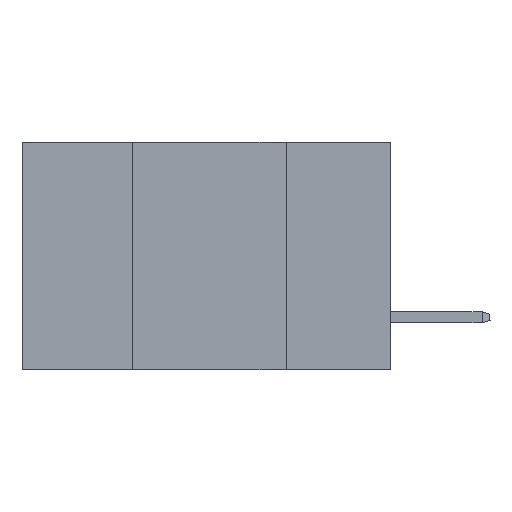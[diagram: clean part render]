
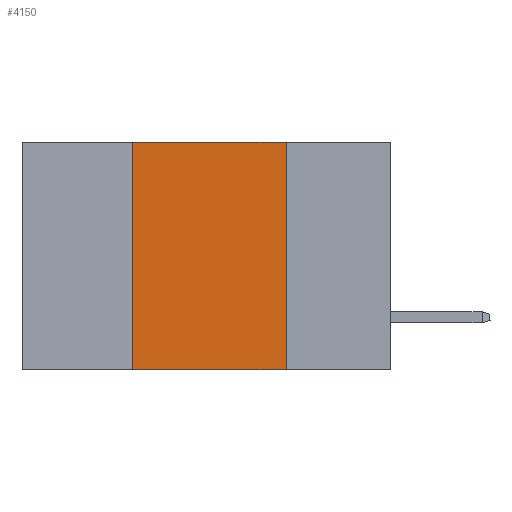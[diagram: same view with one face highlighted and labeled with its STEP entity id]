
A CAD part, left-side view. The second image highlights one B-rep face of the part: STEP entity #4150.
In plain terms, the highlighted planar face has unit normal (-1, 0, 0).
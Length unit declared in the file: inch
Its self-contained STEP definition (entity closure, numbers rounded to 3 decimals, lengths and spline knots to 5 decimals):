
#295 = ORIENTED_EDGE ( 'NONE', *, *, #31784, .F. ) ;
#1270 = DIRECTION ( 'NONE',  ( 0., -1., 0. ) ) ;
#2009 = LINE ( 'NONE', #3554, #9069 ) ;
#3092 = ORIENTED_EDGE ( 'NONE', *, *, #17977, .T. ) ;
#3554 = CARTESIAN_POINT ( 'NONE',  ( 0., 0.6, 0. ) ) ;
#4150 = ADVANCED_FACE ( 'NONE', ( #8421 ), #16852, .F. ) ;
#4326 = VERTEX_POINT ( 'NONE', #38279 ) ;
#4400 = VERTEX_POINT ( 'NONE', #15098 ) ;
#4810 = DIRECTION ( 'NONE',  ( 0., 0., -1. ) ) ;
#8421 = FACE_OUTER_BOUND ( 'NONE', #16028, .T. ) ;
#9069 = VECTOR ( 'NONE', #15697, 39.37008 ) ;
#9669 = VERTEX_POINT ( 'NONE', #35193 ) ;
#10352 = CARTESIAN_POINT ( 'NONE',  ( 0., 0.6, -0.37 ) ) ;
#10370 = LINE ( 'NONE', #14273, #25301 ) ;
#12879 = VECTOR ( 'NONE', #1270, 39.37008 ) ;
#14273 = CARTESIAN_POINT ( 'NONE',  ( 0., 0.17, 0. ) ) ;
#15098 = CARTESIAN_POINT ( 'NONE',  ( 0., 0.17, -0.37 ) ) ;
#15697 = DIRECTION ( 'NONE',  ( 0., -1., 0. ) ) ;
#16028 = EDGE_LOOP ( 'NONE', ( #31946, #18147, #295, #3092 ) ) ;
#16778 = AXIS2_PLACEMENT_3D ( 'NONE', #19870, #22811, #4810 ) ;
#16852 = PLANE ( 'NONE',  #16778 ) ;
#17312 = DIRECTION ( 'NONE',  ( 0., 0., -1. ) ) ;
#17977 = EDGE_CURVE ( 'NONE', #9669, #4400, #35652, .T. ) ;
#18147 = ORIENTED_EDGE ( 'NONE', *, *, #18489, .F. ) ;
#18489 = EDGE_CURVE ( 'NONE', #4326, #20969, #2009, .T. ) ;
#19870 = CARTESIAN_POINT ( 'NONE',  ( 0., 0.6, 0. ) ) ;
#20969 = VERTEX_POINT ( 'NONE', #30094 ) ;
#22811 = DIRECTION ( 'NONE',  ( 1., 0., 0. ) ) ;
#25301 = VECTOR ( 'NONE', #17312, 39.37008 ) ;
#29063 = EDGE_CURVE ( 'NONE', #20969, #4400, #10370, .T. ) ;
#30094 = CARTESIAN_POINT ( 'NONE',  ( 0., 0.17, 0. ) ) ;
#31784 = EDGE_CURVE ( 'NONE', #9669, #4326, #35248, .T. ) ;
#31946 = ORIENTED_EDGE ( 'NONE', *, *, #29063, .F. ) ;
#33293 = DIRECTION ( 'NONE',  ( 0., 0., 1. ) ) ;
#34322 = VECTOR ( 'NONE', #33293, 39.37008 ) ;
#35193 = CARTESIAN_POINT ( 'NONE',  ( 0., 0.42, -0.37 ) ) ;
#35248 = LINE ( 'NONE', #36278, #34322 ) ;
#35652 = LINE ( 'NONE', #10352, #12879 ) ;
#36278 = CARTESIAN_POINT ( 'NONE',  ( 0., 0.42, 0. ) ) ;
#38279 = CARTESIAN_POINT ( 'NONE',  ( 0., 0.42, 0. ) ) ;
